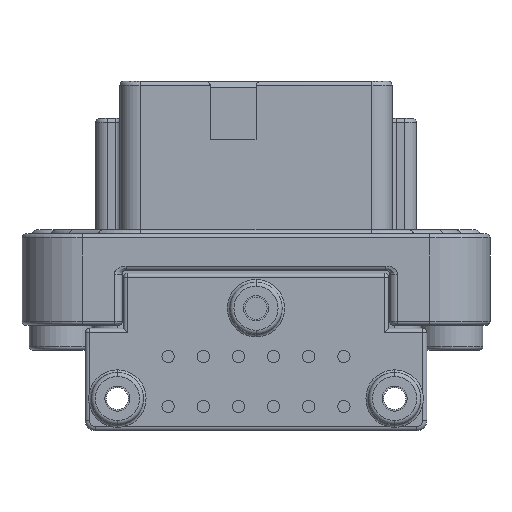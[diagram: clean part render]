
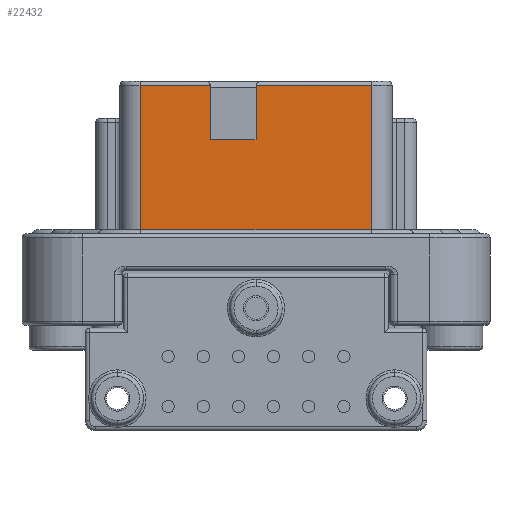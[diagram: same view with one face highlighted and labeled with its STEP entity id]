
A CAD part, front view. The second image highlights one B-rep face of the part: STEP entity #22432.
In plain terms, the highlighted planar face has unit normal (0, -1, 0).
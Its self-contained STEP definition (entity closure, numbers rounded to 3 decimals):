
#467=DIRECTION('',(0.,0.,1.));
#468=VECTOR('',#467,19.05);
#469=CARTESIAN_POINT('',(14.669,-11.125,-19.507));
#470=LINE('',#469,#468);
#575=DIRECTION('',(-1.,0.,0.));
#576=VECTOR('',#575,29.337);
#577=CARTESIAN_POINT('',(14.669,-11.125,-19.507));
#578=LINE('',#577,#576);
#6466=DIRECTION('',(1.,0.,0.));
#6467=VECTOR('',#6466,14.656);
#6468=CARTESIAN_POINT('',(0.013,-11.125,-0.457));
#6469=LINE('',#6468,#6467);
#6470=DIRECTION('',(0.,0.,1.));
#6471=VECTOR('',#6470,19.05);
#6472=CARTESIAN_POINT('',(-14.669,-11.125,-19.507));
#6473=LINE('',#6472,#6471);
#6474=DIRECTION('',(1.,0.,0.));
#6475=VECTOR('',#6474,8.864);
#6476=CARTESIAN_POINT('',(-14.669,-11.125,-0.457));
#6477=LINE('',#6476,#6475);
#6478=CARTESIAN_POINT('',(-6.426,-11.125,-0.584));
#6479=DIRECTION('',(0.,-1.,0.));
#6480=DIRECTION('',(1.,0.,0.));
#6481=AXIS2_PLACEMENT_3D('',#6478,#6479,#6480);
#6483=DIRECTION('',(0.,0.,-1.));
#6484=VECTOR('',#6483,6.731);
#6485=CARTESIAN_POINT('',(-5.791,-11.125,-0.584));
#6486=LINE('',#6485,#6484);
#6487=DIRECTION('',(1.,0.,0.));
#6488=VECTOR('',#6487,5.791);
#6489=CARTESIAN_POINT('',(-5.791,-11.125,-7.315));
#6490=LINE('',#6489,#6488);
#6491=DIRECTION('',(0.,0.,-1.));
#6492=VECTOR('',#6491,6.731);
#6493=CARTESIAN_POINT('',(0.,-11.125,-0.584));
#6494=LINE('',#6493,#6492);
#6495=CARTESIAN_POINT('',(0.635,-11.125,-0.584));
#6496=DIRECTION('',(0.,-1.,0.));
#6497=DIRECTION('',(-0.98,0.,0.2));
#6498=AXIS2_PLACEMENT_3D('',#6495,#6496,#6497);
#6599=CARTESIAN_POINT('',(-5.804,-11.125,-0.457));
#13025=CARTESIAN_POINT('',(14.669,-11.125,-19.507));
#13026=VERTEX_POINT('',#13025);
#13027=CARTESIAN_POINT('',(-14.669,-11.125,-19.507));
#13028=VERTEX_POINT('',#13027);
#15182=CARTESIAN_POINT('',(-5.791,-11.125,-7.315));
#15183=CARTESIAN_POINT('',(0.,-11.125,-7.315));
#15184=VERTEX_POINT('',#15182);
#15185=VERTEX_POINT('',#15183);
#15199=CARTESIAN_POINT('',(0.,-11.125,-0.584));
#15201=VERTEX_POINT('',#15199);
#15202=CARTESIAN_POINT('',(-5.791,-11.125,-0.584));
#15204=VERTEX_POINT('',#15202);
#15226=VERTEX_POINT('',#6599);
#15295=CARTESIAN_POINT('',(14.669,-11.125,-0.457));
#15296=VERTEX_POINT('',#15295);
#15297=CARTESIAN_POINT('',(0.013,-11.125,-0.457));
#15298=VERTEX_POINT('',#15297);
#15309=CARTESIAN_POINT('',(-14.669,-11.125,-0.457));
#15310=VERTEX_POINT('',#15309);
#22410=CARTESIAN_POINT('',(14.669,-11.125,-4.648));
#22411=DIRECTION('',(0.,1.,0.));
#22412=DIRECTION('',(-1.,0.,0.));
#22413=AXIS2_PLACEMENT_3D('',#22410,#22411,#22412);
#22414=PLANE('',#22413);
#22415=ORIENTED_EDGE('',*,*,#15597,.T.);
#22416=ORIENTED_EDGE('',*,*,#15625,.F.);
#22417=ORIENTED_EDGE('',*,*,#15775,.T.);
#22419=ORIENTED_EDGE('',*,*,#22418,.T.);
#22421=ORIENTED_EDGE('',*,*,#22420,.T.);
#22423=ORIENTED_EDGE('',*,*,#22422,.F.);
#22425=ORIENTED_EDGE('',*,*,#22424,.T.);
#22427=ORIENTED_EDGE('',*,*,#22426,.T.);
#22428=ORIENTED_EDGE('',*,*,#22400,.F.);
#22429=ORIENTED_EDGE('',*,*,#15580,.F.);
#22430=EDGE_LOOP('',(#22415,#22416,#22417,#22419,#22421,#22423,#22425,#22427,
#22428,#22429));
#22431=FACE_OUTER_BOUND('',#22430,.F.);
#22432=ADVANCED_FACE('',(#22431),#22414,.F.);
#6482=CIRCLE('',#6481,0.635);
#6499=CIRCLE('',#6498,0.635);
#15580=EDGE_CURVE('',#15298,#15201,#6499,.T.);
#15597=EDGE_CURVE('',#15298,#15296,#6469,.T.);
#15625=EDGE_CURVE('',#13026,#15296,#470,.T.);
#15775=EDGE_CURVE('',#13026,#13028,#578,.T.);
#22400=EDGE_CURVE('',#15201,#15185,#6494,.T.);
#22418=EDGE_CURVE('',#13028,#15310,#6473,.T.);
#22420=EDGE_CURVE('',#15310,#15226,#6477,.T.);
#22422=EDGE_CURVE('',#15204,#15226,#6482,.T.);
#22424=EDGE_CURVE('',#15204,#15184,#6486,.T.);
#22426=EDGE_CURVE('',#15184,#15185,#6490,.T.);
